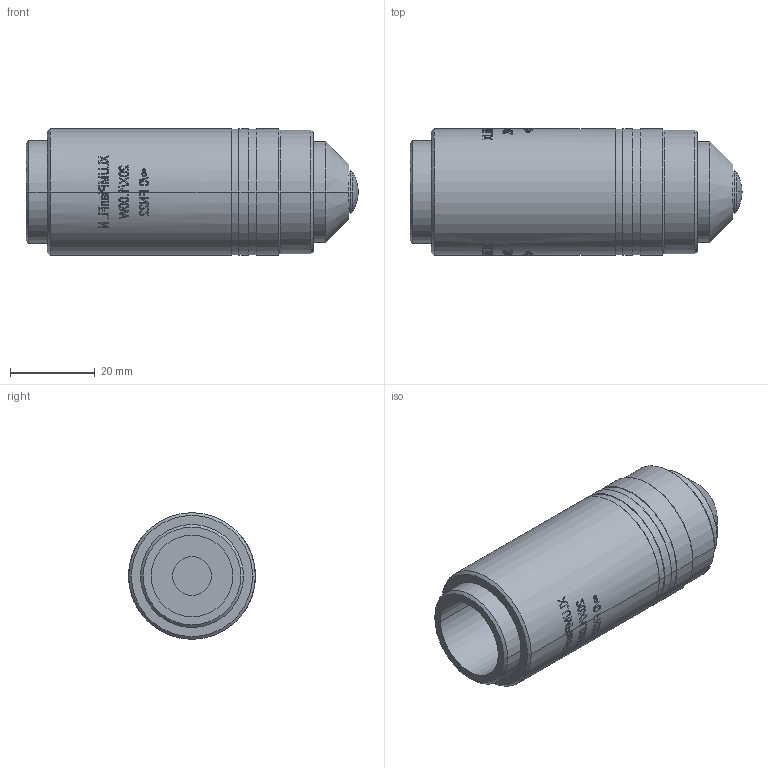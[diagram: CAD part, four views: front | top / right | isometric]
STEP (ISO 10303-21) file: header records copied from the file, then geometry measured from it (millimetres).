
FILE_DESCRIPTION (( 'STEP AP214' ), '1' );
FILE_NAME ('23560-E0W.STEP', '2012-02-16T19:20:46', ( '' ), ( '' ), 'SwSTEP 2.0', 'SolidWorks 2011', '' );
FILE_SCHEMA (( 'AUTOMOTIVE_DESIGN' ));
Length unit declared in the file: inch
Products named in the file (1): 23560-E0W
Bounding box: 78.59 x 29.97 x 29.97 mm (x, y, z)
Volume: 36915.3 mm3; surface area: 11247.3 mm2
Topology: 1 solids, 1 shells, 122 faces, 685 edges, 642 vertices
Faces by surface type: cylinder 98, cone 12, plane 10, sphere 2
Entity records: 14650 total; most frequent: CARTESIAN_POINT 7716, ORIENTED_EDGE 1370, DIRECTION 804, EDGE_CURVE 685, VERTEX_POINT 642, B_SPLINE_CURVE_WITH_KNOTS 332, AXIS2_PLACEMENT_3D 328, CIRCLE 205
